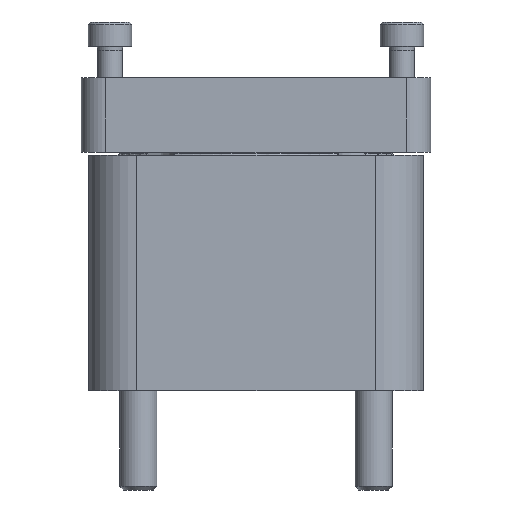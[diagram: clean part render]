
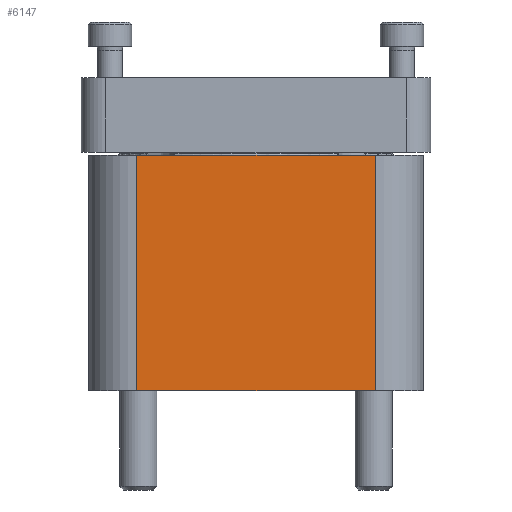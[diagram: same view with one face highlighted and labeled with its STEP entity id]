
A CAD part, left-side view. The second image highlights one B-rep face of the part: STEP entity #6147.
In plain terms, the highlighted face is planar.
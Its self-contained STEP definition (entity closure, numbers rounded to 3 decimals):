
#92=PLANE('',#6609);
#257=LINE('',#9658,#643);
#258=LINE('',#9662,#644);
#259=LINE('',#9664,#645);
#260=LINE('',#9666,#646);
#643=VECTOR('',#7492,1000.);
#644=VECTOR('',#7497,1000.);
#645=VECTOR('',#7498,1000.);
#646=VECTOR('',#7499,1000.);
#1691=ORIENTED_EDGE('',*,*,#3493,.T.);
#1692=ORIENTED_EDGE('',*,*,#3494,.F.);
#1693=ORIENTED_EDGE('',*,*,#3495,.F.);
#1694=ORIENTED_EDGE('',*,*,#3491,.T.);
#3491=EDGE_CURVE('',#4387,#4386,#257,.T.);
#3493=EDGE_CURVE('',#4386,#4388,#258,.T.);
#3494=EDGE_CURVE('',#4389,#4388,#259,.T.);
#3495=EDGE_CURVE('',#4387,#4389,#260,.T.);
#4386=VERTEX_POINT('',#9657);
#4387=VERTEX_POINT('',#9659);
#4388=VERTEX_POINT('',#9663);
#4389=VERTEX_POINT('',#9665);
#5073=EDGE_LOOP('',(#1691,#1692,#1693,#1694));
#5577=FACE_BOUND('',#5073,.T.);
#6147=ADVANCED_FACE('',(#5577),#92,.F.);
#6609=AXIS2_PLACEMENT_3D('',#9661,#7495,#7496);
#7492=DIRECTION('',(0.,0.,-1.));
#7495=DIRECTION('',(-1.,0.,0.));
#7496=DIRECTION('',(0.,0.,1.));
#7497=DIRECTION('',(0.,1.,0.));
#7498=DIRECTION('',(0.,0.,-1.));
#7499=DIRECTION('',(0.,1.,0.));
#9657=CARTESIAN_POINT('',(27.,-19.25,-38.));
#9658=CARTESIAN_POINT('',(27.,-19.25,0.));
#9659=CARTESIAN_POINT('',(27.,-19.25,0.));
#9661=CARTESIAN_POINT('',(27.,-19.25,0.));
#9662=CARTESIAN_POINT('',(27.,-19.25,-38.));
#9663=CARTESIAN_POINT('',(27.,19.25,-38.));
#9664=CARTESIAN_POINT('',(27.,19.25,0.));
#9665=CARTESIAN_POINT('',(27.,19.25,0.));
#9666=CARTESIAN_POINT('',(27.,-19.25,0.));
